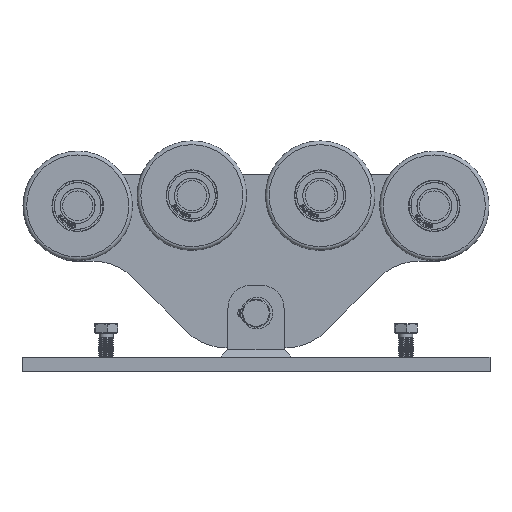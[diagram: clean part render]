
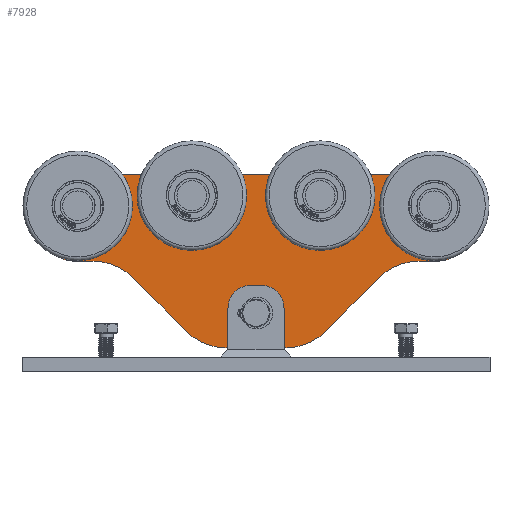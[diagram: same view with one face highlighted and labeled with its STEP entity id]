
A CAD part, front view. The second image highlights one B-rep face of the part: STEP entity #7928.
In plain terms, the highlighted face is planar.
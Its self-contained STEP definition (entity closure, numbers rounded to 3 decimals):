
#646=FACE_BOUND('',#1906,.T.);
#647=FACE_BOUND('',#1907,.T.);
#648=FACE_BOUND('',#1908,.T.);
#649=FACE_BOUND('',#1909,.T.);
#650=FACE_BOUND('',#1910,.T.);
#800=CIRCLE('',#8805,30.);
#814=CIRCLE('',#8822,30.);
#815=CIRCLE('',#8824,30.);
#816=CIRCLE('',#8827,60.);
#817=CIRCLE('',#8828,60.);
#818=CIRCLE('',#8829,60.);
#819=CIRCLE('',#8830,60.);
#820=CIRCLE('',#8831,30.);
#821=CIRCLE('',#8832,12.5);
#822=CIRCLE('',#8833,12.5);
#823=CIRCLE('',#8834,12.5);
#824=CIRCLE('',#8835,12.5);
#825=CIRCLE('',#8836,15.1);
#1444=FACE_OUTER_BOUND('',#1905,.T.);
#1905=EDGE_LOOP('',(#5839,#5840,#5841,#5842,#5843,#5844,#5845,#5846,#5847,
#5848,#5849,#5850,#5851,#5852,#5853,#5854));
#1906=EDGE_LOOP('',(#5855));
#1907=EDGE_LOOP('',(#5856));
#1908=EDGE_LOOP('',(#5857));
#1909=EDGE_LOOP('',(#5858));
#1910=EDGE_LOOP('',(#5859));
#2442=LINE('',#12295,#2931);
#2447=LINE('',#12308,#2936);
#2448=LINE('',#12311,#2937);
#2449=LINE('',#12315,#2938);
#2450=LINE('',#12319,#2939);
#2451=LINE('',#12323,#2940);
#2452=LINE('',#12327,#2941);
#2453=LINE('',#12330,#2942);
#2931=VECTOR('',#10078,10.);
#2936=VECTOR('',#10093,10.);
#2937=VECTOR('',#10096,10.);
#2938=VECTOR('',#10099,10.);
#2939=VECTOR('',#10102,10.);
#2940=VECTOR('',#10105,10.);
#2941=VECTOR('',#10108,10.);
#2942=VECTOR('',#10111,10.);
#3429=VERTEX_POINT('',#12245);
#3430=VERTEX_POINT('',#12246);
#3452=VERTEX_POINT('',#12294);
#3453=VERTEX_POINT('',#12298);
#3454=VERTEX_POINT('',#12302);
#3455=VERTEX_POINT('',#12304);
#3456=VERTEX_POINT('',#12310);
#3457=VERTEX_POINT('',#12312);
#3458=VERTEX_POINT('',#12314);
#3459=VERTEX_POINT('',#12316);
#3460=VERTEX_POINT('',#12318);
#3461=VERTEX_POINT('',#12320);
#3462=VERTEX_POINT('',#12322);
#3463=VERTEX_POINT('',#12324);
#3464=VERTEX_POINT('',#12326);
#3465=VERTEX_POINT('',#12328);
#3466=VERTEX_POINT('',#12331);
#3467=VERTEX_POINT('',#12333);
#3468=VERTEX_POINT('',#12335);
#3469=VERTEX_POINT('',#12337);
#3470=VERTEX_POINT('',#12339);
#4368=EDGE_CURVE('',#3429,#3430,#800,.T.);
#4392=EDGE_CURVE('',#3430,#3452,#2442,.T.);
#4394=EDGE_CURVE('',#3452,#3453,#814,.T.);
#4397=EDGE_CURVE('',#3454,#3455,#815,.T.);
#4399=EDGE_CURVE('',#3455,#3429,#2447,.T.);
#4400=EDGE_CURVE('',#3456,#3454,#2448,.T.);
#4401=EDGE_CURVE('',#3457,#3456,#816,.T.);
#4402=EDGE_CURVE('',#3458,#3457,#2449,.T.);
#4403=EDGE_CURVE('',#3459,#3458,#817,.T.);
#4404=EDGE_CURVE('',#3460,#3459,#2450,.T.);
#4405=EDGE_CURVE('',#3461,#3460,#818,.T.);
#4406=EDGE_CURVE('',#3462,#3461,#2451,.T.);
#4407=EDGE_CURVE('',#3463,#3462,#819,.T.);
#4408=EDGE_CURVE('',#3464,#3463,#2452,.T.);
#4409=EDGE_CURVE('',#3465,#3464,#820,.T.);
#4410=EDGE_CURVE('',#3453,#3465,#2453,.T.);
#4411=EDGE_CURVE('',#3466,#3466,#821,.T.);
#4412=EDGE_CURVE('',#3467,#3467,#822,.T.);
#4413=EDGE_CURVE('',#3468,#3468,#823,.T.);
#4414=EDGE_CURVE('',#3469,#3469,#824,.T.);
#4415=EDGE_CURVE('',#3470,#3470,#825,.T.);
#5839=ORIENTED_EDGE('',*,*,#4368,.F.);
#5840=ORIENTED_EDGE('',*,*,#4399,.F.);
#5841=ORIENTED_EDGE('',*,*,#4397,.F.);
#5842=ORIENTED_EDGE('',*,*,#4400,.F.);
#5843=ORIENTED_EDGE('',*,*,#4401,.F.);
#5844=ORIENTED_EDGE('',*,*,#4402,.F.);
#5845=ORIENTED_EDGE('',*,*,#4403,.F.);
#5846=ORIENTED_EDGE('',*,*,#4404,.F.);
#5847=ORIENTED_EDGE('',*,*,#4405,.F.);
#5848=ORIENTED_EDGE('',*,*,#4406,.F.);
#5849=ORIENTED_EDGE('',*,*,#4407,.F.);
#5850=ORIENTED_EDGE('',*,*,#4408,.F.);
#5851=ORIENTED_EDGE('',*,*,#4409,.F.);
#5852=ORIENTED_EDGE('',*,*,#4410,.F.);
#5853=ORIENTED_EDGE('',*,*,#4394,.F.);
#5854=ORIENTED_EDGE('',*,*,#4392,.F.);
#5855=ORIENTED_EDGE('',*,*,#4411,.T.);
#5856=ORIENTED_EDGE('',*,*,#4412,.T.);
#5857=ORIENTED_EDGE('',*,*,#4413,.T.);
#5858=ORIENTED_EDGE('',*,*,#4414,.T.);
#5859=ORIENTED_EDGE('',*,*,#4415,.T.);
#7741=PLANE('',#8826);
#7928=ADVANCED_FACE('',(#1444,#646,#647,#648,#649,#650),#7741,.T.);
#8805=AXIS2_PLACEMENT_3D('',#12247,#10036,#10037);
#8822=AXIS2_PLACEMENT_3D('',#12299,#10082,#10083);
#8824=AXIS2_PLACEMENT_3D('',#12305,#10088,#10089);
#8826=AXIS2_PLACEMENT_3D('',#12309,#10094,#10095);
#8827=AXIS2_PLACEMENT_3D('',#12313,#10097,#10098);
#8828=AXIS2_PLACEMENT_3D('',#12317,#10100,#10101);
#8829=AXIS2_PLACEMENT_3D('',#12321,#10103,#10104);
#8830=AXIS2_PLACEMENT_3D('',#12325,#10106,#10107);
#8831=AXIS2_PLACEMENT_3D('',#12329,#10109,#10110);
#8832=AXIS2_PLACEMENT_3D('',#12332,#10112,#10113);
#8833=AXIS2_PLACEMENT_3D('',#12334,#10114,#10115);
#8834=AXIS2_PLACEMENT_3D('',#12336,#10116,#10117);
#8835=AXIS2_PLACEMENT_3D('',#12338,#10118,#10119);
#8836=AXIS2_PLACEMENT_3D('',#12340,#10120,#10121);
#10036=DIRECTION('center_axis',(0.,0.,-1.));
#10037=DIRECTION('ref_axis',(-0.707,0.707,0.));
#10078=DIRECTION('',(1.,0.,0.));
#10082=DIRECTION('center_axis',(0.,0.,-1.));
#10083=DIRECTION('ref_axis',(0.707,0.707,0.));
#10088=DIRECTION('center_axis',(0.,0.,-1.));
#10089=DIRECTION('ref_axis',(-0.707,-0.707,0.));
#10093=DIRECTION('',(0.,1.,0.));
#10094=DIRECTION('center_axis',(0.,0.,1.));
#10095=DIRECTION('ref_axis',(1.,0.,0.));
#10096=DIRECTION('',(-1.,0.,0.));
#10097=DIRECTION('center_axis',(0.,0.,1.));
#10098=DIRECTION('ref_axis',(0.383,0.924,0.));
#10099=DIRECTION('',(-0.707,0.707,0.));
#10100=DIRECTION('center_axis',(0.,0.,-1.));
#10101=DIRECTION('ref_axis',(-0.383,-0.924,0.));
#10102=DIRECTION('',(-1.,0.,0.));
#10103=DIRECTION('center_axis',(0.,0.,-1.));
#10104=DIRECTION('ref_axis',(0.383,-0.924,0.));
#10105=DIRECTION('',(-0.707,-0.707,0.));
#10106=DIRECTION('center_axis',(0.,0.,1.));
#10107=DIRECTION('ref_axis',(-0.383,0.924,0.));
#10108=DIRECTION('',(-1.,0.,0.));
#10109=DIRECTION('center_axis',(0.,0.,-1.));
#10110=DIRECTION('ref_axis',(0.707,-0.707,0.));
#10111=DIRECTION('',(0.,-1.,0.));
#10112=DIRECTION('center_axis',(0.,0.,-1.));
#10113=DIRECTION('ref_axis',(-1.,0.,0.));
#10114=DIRECTION('center_axis',(0.,0.,-1.));
#10115=DIRECTION('ref_axis',(-1.,0.,0.));
#10116=DIRECTION('center_axis',(0.,0.,-1.));
#10117=DIRECTION('ref_axis',(-1.,0.,0.));
#10118=DIRECTION('center_axis',(0.,0.,-1.));
#10119=DIRECTION('ref_axis',(-1.,0.,0.));
#10120=DIRECTION('center_axis',(0.,0.,-1.));
#10121=DIRECTION('ref_axis',(-1.,0.,0.));
#12245=CARTESIAN_POINT('',(-225.,118.,7.5));
#12246=CARTESIAN_POINT('',(-195.,148.,7.5));
#12247=CARTESIAN_POINT('Origin',(-195.,118.,7.5));
#12294=CARTESIAN_POINT('',(195.,148.,7.5));
#12295=CARTESIAN_POINT('',(-225.,148.,7.5));
#12298=CARTESIAN_POINT('',(225.,118.,7.5));
#12299=CARTESIAN_POINT('Origin',(195.,118.,7.5));
#12302=CARTESIAN_POINT('',(-195.,55.5,7.5));
#12304=CARTESIAN_POINT('',(-225.,85.5,7.5));
#12305=CARTESIAN_POINT('Origin',(-195.,85.5,7.5));
#12308=CARTESIAN_POINT('',(-225.,55.5,7.5));
#12309=CARTESIAN_POINT('Origin',(0.,79.228,7.5));
#12310=CARTESIAN_POINT('',(-174.203,55.5,7.5));
#12311=CARTESIAN_POINT('',(-149.35,55.5,7.5));
#12312=CARTESIAN_POINT('',(-131.776,37.926,7.5));
#12313=CARTESIAN_POINT('Origin',(-174.203,-4.5,7.5));
#12314=CARTESIAN_POINT('',(-74.424,-19.426,7.5));
#12315=CARTESIAN_POINT('',(-56.85,-37.,7.5));
#12316=CARTESIAN_POINT('',(-31.997,-37.,7.5));
#12317=CARTESIAN_POINT('Origin',(-31.997,23.,7.5));
#12318=CARTESIAN_POINT('',(31.997,-37.,7.5));
#12319=CARTESIAN_POINT('',(56.85,-37.,7.5));
#12320=CARTESIAN_POINT('',(74.424,-19.426,7.5));
#12321=CARTESIAN_POINT('Origin',(31.997,23.,7.5));
#12322=CARTESIAN_POINT('',(131.776,37.926,7.5));
#12323=CARTESIAN_POINT('',(149.35,55.5,7.5));
#12324=CARTESIAN_POINT('',(174.203,55.5,7.5));
#12325=CARTESIAN_POINT('Origin',(174.203,-4.5,7.5));
#12326=CARTESIAN_POINT('',(195.,55.5,7.5));
#12327=CARTESIAN_POINT('',(225.,55.5,7.5));
#12328=CARTESIAN_POINT('',(225.,85.5,7.5));
#12329=CARTESIAN_POINT('Origin',(195.,85.5,7.5));
#12330=CARTESIAN_POINT('',(225.,148.,7.5));
#12331=CARTESIAN_POINT('',(81.,125.5,7.5));
#12332=CARTESIAN_POINT('Origin',(68.5,125.5,7.5));
#12333=CARTESIAN_POINT('',(203.,114.5,7.5));
#12334=CARTESIAN_POINT('Origin',(190.5,114.5,7.5));
#12335=CARTESIAN_POINT('',(-56.,125.5,7.5));
#12336=CARTESIAN_POINT('Origin',(-68.5,125.5,7.5));
#12337=CARTESIAN_POINT('',(-178.,114.5,7.5));
#12338=CARTESIAN_POINT('Origin',(-190.5,114.5,7.5));
#12339=CARTESIAN_POINT('',(15.1,0.,7.5));
#12340=CARTESIAN_POINT('Origin',(0.,0.,7.5));
